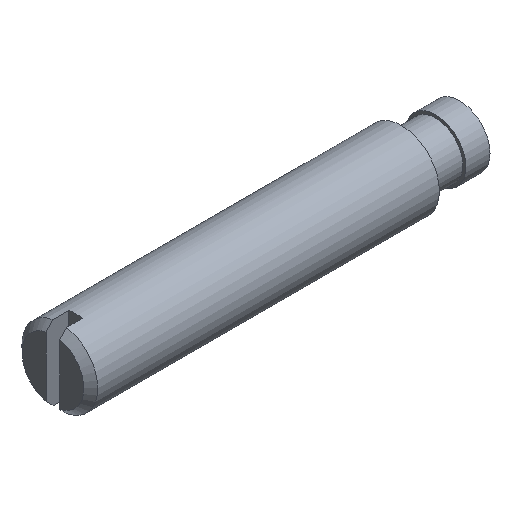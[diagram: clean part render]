
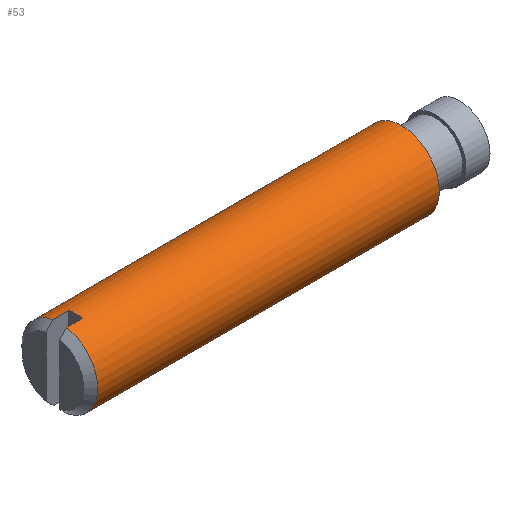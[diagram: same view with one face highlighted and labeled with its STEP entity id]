
A CAD part, isometric view. The second image highlights one B-rep face of the part: STEP entity #53.
In plain terms, the highlighted cylindrical face has radius 5 mm (diameter 10 mm), a full revolution.
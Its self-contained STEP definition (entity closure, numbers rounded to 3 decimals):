
#53 = ADVANCED_FACE( '', ( #108, #109 ), #110, .T. );
#108 = FACE_OUTER_BOUND( '', #160, .T. );
#109 = FACE_OUTER_BOUND( '', #161, .T. );
#110 = CYLINDRICAL_SURFACE( '', #162, 5. );
#160 = EDGE_LOOP( '', ( #230 ) );
#161 = EDGE_LOOP( '', ( #231, #232, #233, #234, #235, #236, #237, #238 ) );
#162 = AXIS2_PLACEMENT_3D( '', #239, #240, #241 );
#230 = ORIENTED_EDGE( '', *, *, #278, .F. );
#231 = ORIENTED_EDGE( '', *, *, #302, .T. );
#232 = ORIENTED_EDGE( '', *, *, #303, .T. );
#233 = ORIENTED_EDGE( '', *, *, #293, .F. );
#234 = ORIENTED_EDGE( '', *, *, #304, .T. );
#235 = ORIENTED_EDGE( '', *, *, #290, .T. );
#236 = ORIENTED_EDGE( '', *, *, #305, .T. );
#237 = ORIENTED_EDGE( '', *, *, #295, .F. );
#238 = ORIENTED_EDGE( '', *, *, #306, .T. );
#239 = CARTESIAN_POINT( '', ( 55., 0., 0. ) );
#240 = DIRECTION( '', ( -1., 0., 0. ) );
#241 = DIRECTION( '', ( 0., 1., 0. ) );
#278 = EDGE_CURVE( '', #316, #316, #317, .T. );
#290 = EDGE_CURVE( '', #337, #335, #338, .T. );
#293 = EDGE_CURVE( '', #341, #342, #343, .T. );
#295 = EDGE_CURVE( '', #344, #346, #347, .T. );
#302 = EDGE_CURVE( '', #353, #354, #355, .T. );
#303 = EDGE_CURVE( '', #354, #342, #356, .T. );
#304 = EDGE_CURVE( '', #341, #337, #357, .F. );
#305 = EDGE_CURVE( '', #335, #346, #358, .T. );
#306 = EDGE_CURVE( '', #344, #353, #359, .F. );
#316 = VERTEX_POINT( '', #369 );
#317 = CIRCLE( '', #370, 5. );
#335 = VERTEX_POINT( '', #389 );
#337 = VERTEX_POINT( '', #394 );
#338 = CIRCLE( '', #395, 5. );
#341 = VERTEX_POINT( '', #401 );
#342 = VERTEX_POINT( '', #402 );
#343 = CIRCLE( '', #403, 5. );
#344 = VERTEX_POINT( '', #404 );
#346 = VERTEX_POINT( '', #407 );
#347 = CIRCLE( '', #408, 5. );
#353 = VERTEX_POINT( '', #416 );
#354 = VERTEX_POINT( '', #417 );
#355 = CIRCLE( '', #418, 5. );
#356 = LINE( '', #419, #420 );
#357 = LINE( '', #421, #422 );
#358 = LINE( '', #423, #424 );
#359 = LINE( '', #425, #426 );
#369 = CARTESIAN_POINT( '', ( 46., 5., 0. ) );
#370 = AXIS2_PLACEMENT_3D( '', #442, #443, #444 );
#389 = CARTESIAN_POINT( '', ( 0.92, 0.9, 4.918 ) );
#394 = CARTESIAN_POINT( '', ( 0.92, 0.9, -4.918 ) );
#395 = AXIS2_PLACEMENT_3D( '', #461, #462, #463 );
#401 = CARTESIAN_POINT( '', ( 3., 0.9, -4.918 ) );
#402 = CARTESIAN_POINT( '', ( 3., -0.9, -4.918 ) );
#403 = AXIS2_PLACEMENT_3D( '', #464, #465, #466 );
#404 = CARTESIAN_POINT( '', ( 3., -0.9, 4.918 ) );
#407 = CARTESIAN_POINT( '', ( 3., 0.9, 4.918 ) );
#408 = AXIS2_PLACEMENT_3D( '', #468, #469, #470 );
#416 = CARTESIAN_POINT( '', ( 0.92, -0.9, 4.918 ) );
#417 = CARTESIAN_POINT( '', ( 0.92, -0.9, -4.918 ) );
#418 = AXIS2_PLACEMENT_3D( '', #473, #474, #475 );
#419 = CARTESIAN_POINT( '', ( 55., -0.9, -4.918 ) );
#420 = VECTOR( '', #476, 1000. );
#421 = CARTESIAN_POINT( '', ( 55., 0.9, -4.918 ) );
#422 = VECTOR( '', #477, 1000. );
#423 = CARTESIAN_POINT( '', ( 55., 0.9, 4.918 ) );
#424 = VECTOR( '', #478, 1000. );
#425 = CARTESIAN_POINT( '', ( 55., -0.9, 4.918 ) );
#426 = VECTOR( '', #479, 1000. );
#442 = CARTESIAN_POINT( '', ( 46., 0., 0. ) );
#443 = DIRECTION( '', ( 1., 0., 0. ) );
#444 = DIRECTION( '', ( 0., 1., 0. ) );
#461 = CARTESIAN_POINT( '', ( 0.92, 0., 0. ) );
#462 = DIRECTION( '', ( 1., 0., 0. ) );
#463 = DIRECTION( '', ( 0., 1., 0. ) );
#464 = CARTESIAN_POINT( '', ( 3., 0., 0. ) );
#465 = DIRECTION( '', ( -1., 0., 0. ) );
#466 = DIRECTION( '', ( 0., 0., 1. ) );
#468 = CARTESIAN_POINT( '', ( 3., 0., 0. ) );
#469 = DIRECTION( '', ( -1., 0., 0. ) );
#470 = DIRECTION( '', ( 0., 0., 1. ) );
#473 = CARTESIAN_POINT( '', ( 0.92, 0., 0. ) );
#474 = DIRECTION( '', ( 1., 0., 0. ) );
#475 = DIRECTION( '', ( 0., 1., 0. ) );
#476 = DIRECTION( '', ( 1., 0., 0. ) );
#477 = DIRECTION( '', ( 1., 0., 0. ) );
#478 = DIRECTION( '', ( 1., 0., 0. ) );
#479 = DIRECTION( '', ( 1., 0., 0. ) );
